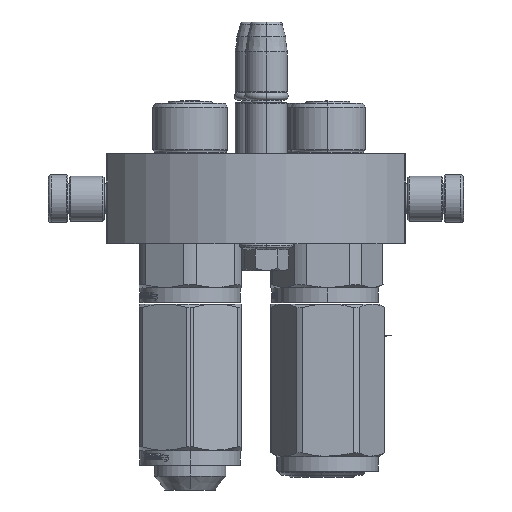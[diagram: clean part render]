
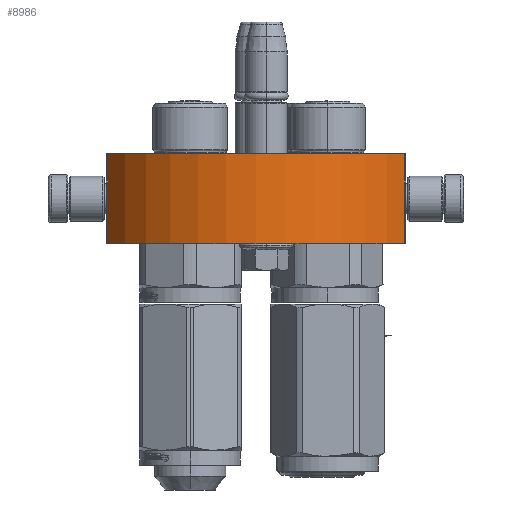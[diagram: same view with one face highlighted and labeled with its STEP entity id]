
A CAD part, left-side view. The second image highlights one B-rep face of the part: STEP entity #8986.
In plain terms, the highlighted cylindrical face has radius 57.25 mm (diameter 114.5 mm), a partial arc.
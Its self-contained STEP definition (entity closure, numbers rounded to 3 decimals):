
#312 = EDGE_CURVE ( 'NONE', #17293, #86314, #27289, .T. ) ;
#315 = CYLINDRICAL_SURFACE ( 'NONE', #17820, 57.25 ) ;
#872 = ORIENTED_EDGE ( 'NONE', *, *, #50853, .T. ) ;
#1911 = CARTESIAN_POINT ( 'NONE',  ( 0., 0., 0. ) ) ;
#1984 = VERTEX_POINT ( 'NONE', #65081 ) ;
#5304 = DIRECTION ( 'NONE',  ( 1., 0., 0. ) ) ;
#8986 = ADVANCED_FACE ( 'NONE', ( #42566 ), #315, .T. ) ;
#9500 = ORIENTED_EDGE ( 'NONE', *, *, #12138, .F. ) ;
#11297 = DIRECTION ( 'NONE',  ( 0.865, 0., -0.502 ) ) ;
#12138 = EDGE_CURVE ( 'NONE', #31086, #1984, #33960, .T. ) ;
#15063 = EDGE_CURVE ( 'NONE', #17293, #31086, #28926, .T. ) ;
#17293 = VERTEX_POINT ( 'NONE', #73594 ) ;
#17820 = AXIS2_PLACEMENT_3D ( 'NONE', #25311, #25580, #5304 ) ;
#23628 = DIRECTION ( 'NONE',  ( 0., 1., 0. ) ) ;
#25311 = CARTESIAN_POINT ( 'NONE',  ( 0., 0., 0. ) ) ;
#25580 = DIRECTION ( 'NONE',  ( 0., -1., 0. ) ) ;
#27289 = CIRCLE ( 'NONE', #71803, 57.25 ) ;
#27748 = CARTESIAN_POINT ( 'NONE',  ( 49.5, 0., -28.763 ) ) ;
#28926 = LINE ( 'NONE', #27748, #44797 ) ;
#31086 = VERTEX_POINT ( 'NONE', #43093 ) ;
#33960 = CIRCLE ( 'NONE', #68037, 57.25 ) ;
#38428 = VECTOR ( 'NONE', #82874, 1000. ) ;
#38817 = CARTESIAN_POINT ( 'NONE',  ( -49.5, 0., -28.763 ) ) ;
#39640 = EDGE_LOOP ( 'NONE', ( #9500, #56965, #75423, #872 ) ) ;
#42566 = FACE_OUTER_BOUND ( 'NONE', #39640, .T. ) ;
#43093 = CARTESIAN_POINT ( 'NONE',  ( 49.5, 30., -28.763 ) ) ;
#44797 = VECTOR ( 'NONE', #47919, 1000. ) ;
#47919 = DIRECTION ( 'NONE',  ( 0., 1., 0. ) ) ;
#49483 = DIRECTION ( 'NONE',  ( 0.865, 0., -0.502 ) ) ;
#50853 = EDGE_CURVE ( 'NONE', #86314, #1984, #68099, .T. ) ;
#56965 = ORIENTED_EDGE ( 'NONE', *, *, #15063, .F. ) ;
#63277 = CARTESIAN_POINT ( 'NONE',  ( -49.5, 0., -28.763 ) ) ;
#65081 = CARTESIAN_POINT ( 'NONE',  ( -49.5, 30., -28.763 ) ) ;
#68037 = AXIS2_PLACEMENT_3D ( 'NONE', #78185, #23628, #11297 ) ;
#68099 = LINE ( 'NONE', #63277, #38428 ) ;
#71803 = AXIS2_PLACEMENT_3D ( 'NONE', #1911, #82953, #49483 ) ;
#73594 = CARTESIAN_POINT ( 'NONE',  ( 49.5, 0., -28.763 ) ) ;
#75423 = ORIENTED_EDGE ( 'NONE', *, *, #312, .T. ) ;
#78185 = CARTESIAN_POINT ( 'NONE',  ( 0., 30., 0. ) ) ;
#82874 = DIRECTION ( 'NONE',  ( 0., 1., 0. ) ) ;
#82953 = DIRECTION ( 'NONE',  ( 0., 1., 0. ) ) ;
#86314 = VERTEX_POINT ( 'NONE', #38817 ) ;
